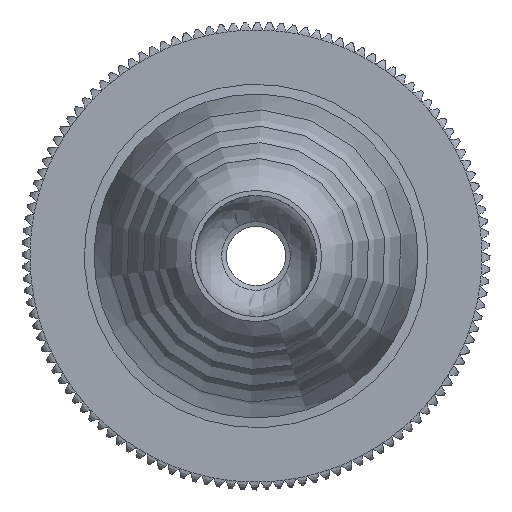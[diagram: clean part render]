
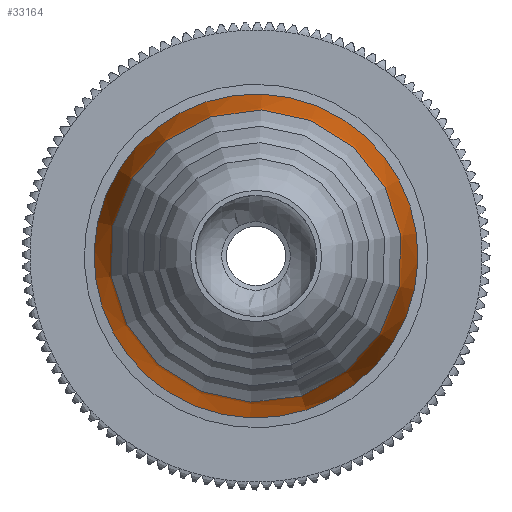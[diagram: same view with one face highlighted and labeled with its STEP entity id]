
A CAD part, front view. The second image highlights one B-rep face of the part: STEP entity #33164.
In plain terms, the highlighted face is a revolution surface.
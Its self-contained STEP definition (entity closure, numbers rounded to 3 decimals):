
#33131 = VERTEX_POINT('',#33132);
#33132 = CARTESIAN_POINT('',(1.235,-35.7,-3.805));
#33142 = EDGE_CURVE('',#33131,#33131,#33143,.T.);
#33143 = CIRCLE('',#33144,4.);
#33144 = AXIS2_PLACEMENT_3D('',#33145,#33146,#33147);
#33145 = CARTESIAN_POINT('',(0.,-35.7,0.
    ));
#33146 = DIRECTION('',(0.,1.,0.));
#33147 = DIRECTION('',(0.309,0.,-0.951)
  );
#33164 = ADVANCED_FACE('',(#33165),#33188,.F.);
#33165 = FACE_BOUND('',#33166,.F.);
#33166 = EDGE_LOOP('',(#33167,#33168,#33180,#33187));
#33167 = ORIENTED_EDGE('',*,*,#33142,.F.);
#33168 = ORIENTED_EDGE('',*,*,#33169,.F.);
#33169 = EDGE_CURVE('',#33170,#33131,#33172,.T.);
#33170 = VERTEX_POINT('',#33171);
#33171 = CARTESIAN_POINT('',(1.528,-30.7,-4.708));
#33172 = ( BOUNDED_CURVE() B_SPLINE_CURVE(6,(#33173,#33174,#33175,#33176
    ,#33177,#33178,#33179),.UNSPECIFIED.,.F.,.F.) 
B_SPLINE_CURVE_WITH_KNOTS((7,7),(3.142,3.517),
.PIECEWISE_BEZIER_KNOTS.) CURVE() GEOMETRIC_REPRESENTATION_ITEM() 
RATIONAL_B_SPLINE_CURVE((1.002,1.001,1.,
    1.,1.,1.001,1.002)) 
REPRESENTATION_ITEM('') );
#33173 = CARTESIAN_POINT('',(1.528,-30.7,-4.708));
#33174 = CARTESIAN_POINT('',(1.528,-31.554,
    -4.708));
#33175 = CARTESIAN_POINT('',(1.508,-32.407,
    -4.647));
#33176 = CARTESIAN_POINT('',(1.469,-33.254,
    -4.525));
#33177 = CARTESIAN_POINT('',(1.41,-34.088,
    -4.343));
#33178 = CARTESIAN_POINT('',(1.331,-34.905,
    -4.103));
#33179 = CARTESIAN_POINT('',(1.235,-35.7,-3.805));
#33180 = ORIENTED_EDGE('',*,*,#33181,.T.);
#33181 = EDGE_CURVE('',#33170,#33170,#33182,.T.);
#33182 = CIRCLE('',#33183,4.95);
#33183 = AXIS2_PLACEMENT_3D('',#33184,#33185,#33186);
#33184 = CARTESIAN_POINT('',(0.,-30.7,0.
    ));
#33185 = DIRECTION('',(0.,1.,0.));
#33186 = DIRECTION('',(0.309,0.,-0.951)
  );
#33187 = ORIENTED_EDGE('',*,*,#33169,.T.);
#33188 = SURFACE_OF_REVOLUTION('',#33189,#33196);
#33189 = B_SPLINE_CURVE_WITH_KNOTS('',5,(#33190,#33191,#33192,#33193,
    #33194,#33195),.UNSPECIFIED.,.F.,.F.,(6,6),(3.142,
    3.517),.PIECEWISE_BEZIER_KNOTS.);
#33190 = CARTESIAN_POINT('',(-1.528,-30.7,4.708));
#33191 = CARTESIAN_POINT('',(-1.528,-31.724,
    4.708));
#33192 = CARTESIAN_POINT('',(-1.498,-32.748,
    4.617));
#33193 = CARTESIAN_POINT('',(-1.439,-33.76,
    4.434));
#33194 = CARTESIAN_POINT('',(-1.351,-34.747,
    4.162));
#33195 = CARTESIAN_POINT('',(-1.235,-35.7,3.805));
#33196 = AXIS1_PLACEMENT('',#33197,#33198);
#33197 = CARTESIAN_POINT('',(0.,-30.7,0.
    ));
#33198 = DIRECTION('',(0.,1.,0.));
